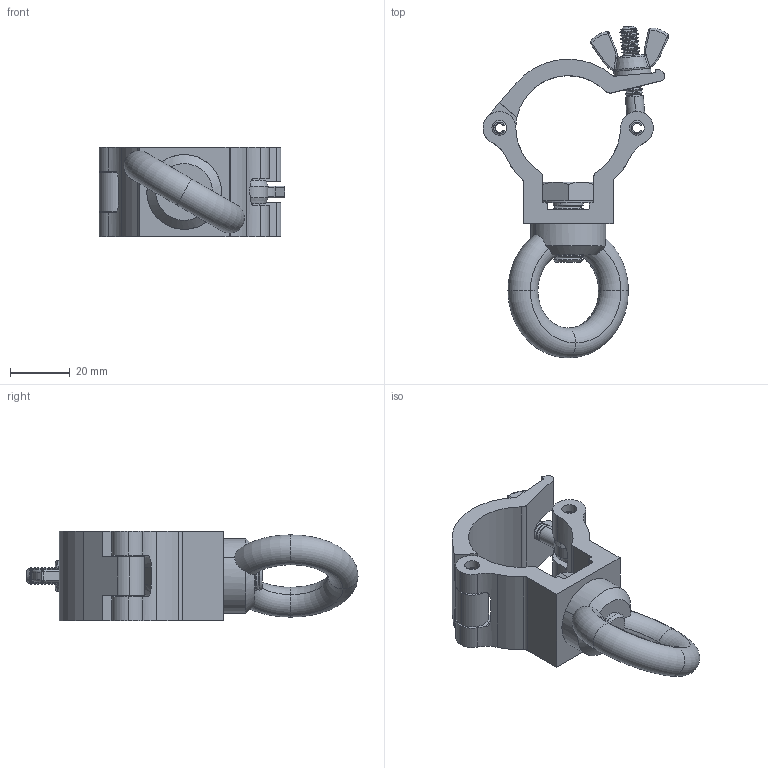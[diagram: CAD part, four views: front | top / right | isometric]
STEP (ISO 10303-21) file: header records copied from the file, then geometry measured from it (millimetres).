
FILE_DESCRIPTION (( 'STEP AP203' ), '1' );
FILE_NAME ('T58920 & T5892001.STEP', '2018-08-13T15:28:51', ( '' ), ( '' ), 'SwSTEP 2.0', 'SolidWorks 2016', '' );
FILE_SCHEMA (( 'CONFIG_CONTROL_DESIGN' ));
Length unit declared in the file: millimetre
Products named in the file (12): F771; T42200; F880_F880 M6 Wing Nut; TH2004; T58920 & T5892001; TH1820; TH1819_NO STAMPING; TH2003; TH1821; A Washer_Bright washer BS 4320 - M6 (Form A); Hex Screw GradeC_Doughty Fastners_ISO 4018 - M10 x 20-WS; T78010
Assembly tree (12 placements, depth 3):
  T58920 & T5892001
    TH1820
      TH2004
    T42200
    Hex Screw GradeC_Doughty Fastners_ISO 4018 - M10 x 20-WS
    TH1819_NO STAMPING
      TH2003
    F771  x2
    T78010
      TH1821
      F880_F880 M6 Wing Nut
      A Washer_Bright washer BS 4320 - M6 (Form A)
Bounding box: 62.23 x 111.08 x 29.9 mm (x, y, z)
Volume: 42689.4 mm3; surface area: 22878.7 mm2
Topology: 9 solids, 9 shells, 668 faces, 1530 edges, 889 vertices
Faces by surface type: cone 222, torus 180, cylinder 135, plane 95, bspline 36
Entity records: 20647 total; most frequent: CARTESIAN_POINT 4411, DIRECTION 3511, ORIENTED_EDGE 2968, AXIS2_PLACEMENT_3D 1525, EDGE_CURVE 1484, CIRCLE 891, VERTEX_POINT 865, EDGE_LOOP 691
